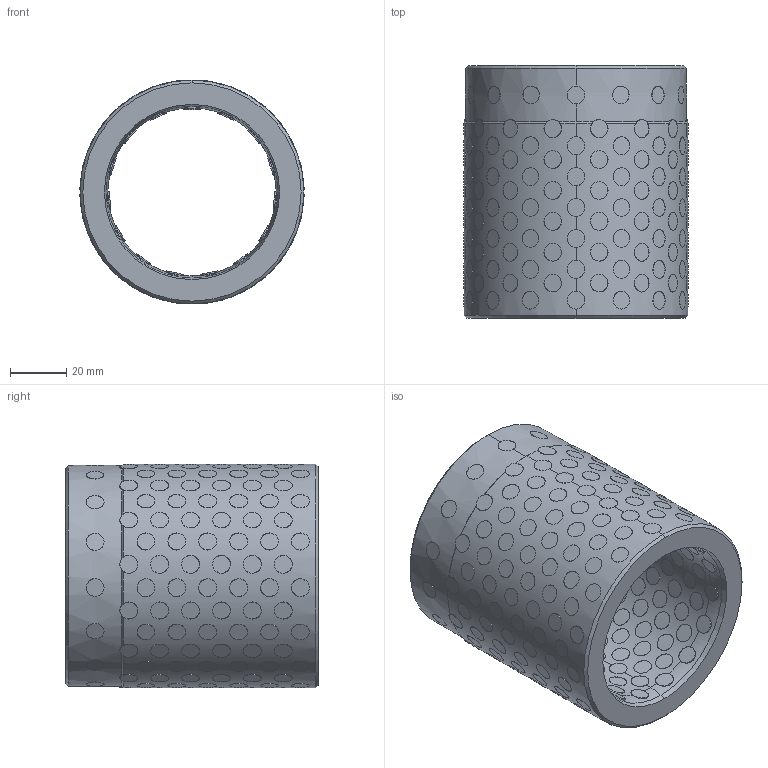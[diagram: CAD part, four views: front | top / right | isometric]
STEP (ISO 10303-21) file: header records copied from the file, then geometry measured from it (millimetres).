
FILE_DESCRIPTION (( 'STEP AP214' ), '1' );
FILE_NAME ('BBW BBF-D60-L90.STEP', '2021-10-14T03:47:12', ( '' ), ( '' ), 'SwSTEP 2.0', 'SolidWorks 2016', '' );
FILE_SCHEMA (( 'AUTOMOTIVE_DESIGN' ));
Length unit declared in the file: millimetre
Products named in the file (199): ʯī; BBW-D60-L90; BBW BBF-D60-L90
Assembly tree (196 placements, depth 2):
  ʯī
  BBW-D60-L90
  ʯī
  ʯī
  ʯī
Bounding box: 79.95 x 90 x 79.72 mm (x, y, z)
Volume: 192131.2 mm3; surface area: 120185 mm2
Topology: 196 solids, 196 shells, 1203 faces, 2586 edges, 1721 vertices
Faces by surface type: cylinder 786, plane 392, cone 21, torus 4
Entity records: 43204 total; most frequent: CARTESIAN_POINT 28156, ORIENTED_EDGE 2844, DIRECTION 1826, EDGE_CURVE 1422, VERTEX_POINT 945, B_SPLINE_CURVE_WITH_KNOTS 922, EDGE_LOOP 765, AXIS2_PLACEMENT_3D 699
